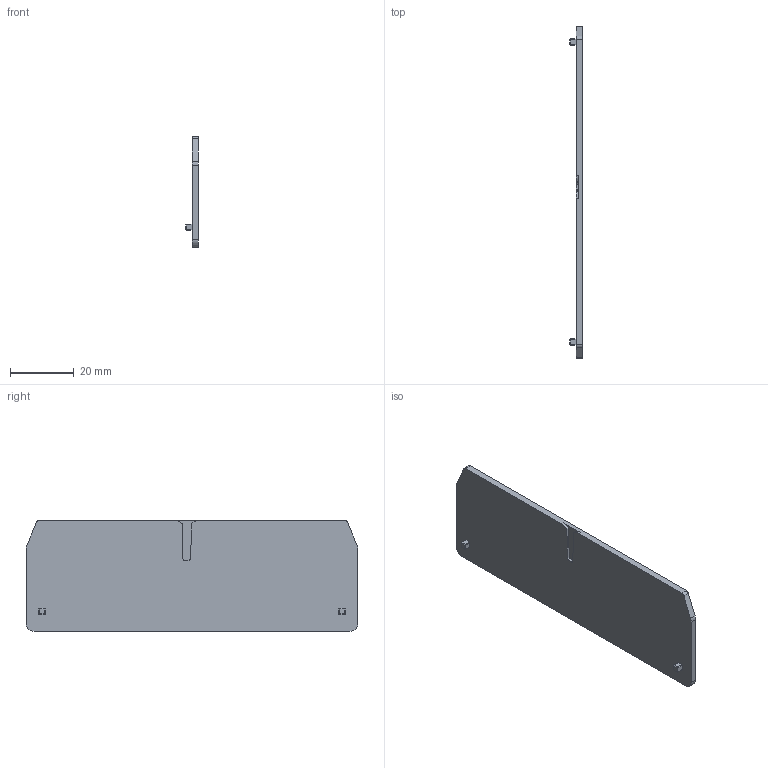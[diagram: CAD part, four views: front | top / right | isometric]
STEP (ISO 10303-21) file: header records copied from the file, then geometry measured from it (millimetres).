
FILE_DESCRIPTION(('CATIA V5R22 STEP214','CAx-IF Rec.Pracs.--- Model Styling and Organization---1.4--- 2014-01-23'),'2;1');
FILE_NAME ('031572-2_0', '2021-06-23T08:10:22+00:00', ('Weidmueller Interface'), ('Weidmueller'), 'CATIA Version 5-6 Release 2016 SP3 HF44', 'CATIA V5 STEP AP214', 'none');
FILE_SCHEMA(('AUTOMOTIVE_DESIGN { 1 0 10303 214 1 1 1 1 }'));
Length unit declared in the file: millimetre
Products named in the file (1): 7904210000
Bounding box: 4 x 104.35 x 34.85 mm (x, y, z)
Volume: 7196.2 mm3; surface area: 7795.6 mm2
Topology: 1 solids, 1 shells, 58 faces, 146 edges, 84 vertices
Faces by surface type: plane 23, cylinder 19, bspline 16
Entity records: 2026 total; most frequent: CARTESIAN_POINT 792, ORIENTED_EDGE 276, DIRECTION 184, EDGE_CURVE 138, VERTEX_POINT 84, AXIS2_PLACEMENT_3D 74, VECTOR 68, LINE 68
